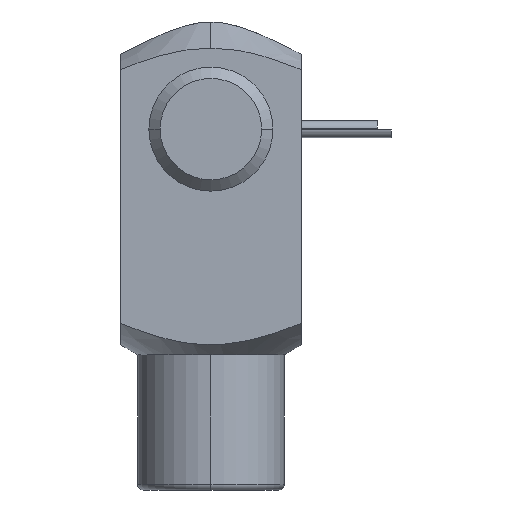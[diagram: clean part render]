
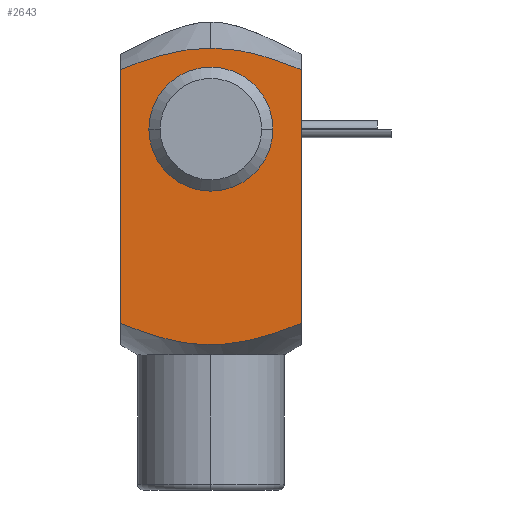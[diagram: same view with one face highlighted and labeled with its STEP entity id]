
A CAD part, left-side view. The second image highlights one B-rep face of the part: STEP entity #2643.
In plain terms, the highlighted planar face has unit normal (-1, 0, 0).
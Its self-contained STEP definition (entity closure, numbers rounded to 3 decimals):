
#92 = CARTESIAN_POINT ( 'NONE',  ( 22.932, 59.839, 79.702 ) ) ;
#118 = CARTESIAN_POINT ( 'NONE',  ( 22.932, 78.581, 89.424 ) ) ;
#160 = CARTESIAN_POINT ( 'NONE',  ( 22.932, 46.581, 25.424 ) ) ;
#183 = DIRECTION ( 'NONE',  ( 0., 0., -1. ) ) ;
#247 = CARTESIAN_POINT ( 'NONE',  ( 22.932, 68.062, 27.654 ) ) ;
#261 = ORIENTED_EDGE ( 'NONE', *, *, #1552, .F. ) ;
#309 = CARTESIAN_POINT ( 'NONE',  ( 22.932, 62.581, 57.424 ) ) ;
#338 = EDGE_LOOP ( 'NONE', ( #1361, #261, #2248, #2107, #1930 ) ) ;
#341 = CARTESIAN_POINT ( 'NONE',  ( 22.932, 62.581, 79.806 ) ) ;
#350 = VECTOR ( 'NONE', #2462, 1000. ) ;
#362 = CARTESIAN_POINT ( 'NONE',  ( 22.932, 46.581, 75.979 ) ) ;
#402 = ORIENTED_EDGE ( 'NONE', *, *, #1053, .T. ) ;
#515 = ORIENTED_EDGE ( 'NONE', *, *, #2259, .T. ) ;
#527 = AXIS2_PLACEMENT_3D ( 'NONE', #2655, #2224, #639 ) ;
#574 = CARTESIAN_POINT ( 'NONE',  ( 22.932, 53.089, 28.638 ) ) ;
#576 = CIRCLE ( 'NONE', #1206, 8. ) ;
#623 = CARTESIAN_POINT ( 'NONE',  ( 22.932, 51.78, 77.902 ) ) ;
#634 = CARTESIAN_POINT ( 'NONE',  ( 22.932, 65.349, 79.677 ) ) ;
#639 = DIRECTION ( 'NONE',  ( 0., 0., 1. ) ) ;
#652 = CARTESIAN_POINT ( 'NONE',  ( 22.932, 66.043, 79.6 ) ) ;
#673 = CARTESIAN_POINT ( 'NONE',  ( 22.932, 49.154, 29.964 ) ) ;
#708 = DIRECTION ( 'NONE',  ( 0., 0., -1. ) ) ;
#741 = CARTESIAN_POINT ( 'NONE',  ( 22.932, 69.406, 27.938 ) ) ;
#760 = VERTEX_POINT ( 'NONE', #1819 ) ;
#821 = CARTESIAN_POINT ( 'NONE',  ( 22.932, 77.3, 30.46 ) ) ;
#825 = EDGE_CURVE ( 'NONE', #1084, #1682, #1546, .T. ) ;
#833 = AXIS2_PLACEMENT_3D ( 'NONE', #2011, #1953, #183 ) ;
#844 = VERTEX_POINT ( 'NONE', #1596 ) ;
#864 = FACE_BOUND ( 'NONE', #1227, .T. ) ;
#882 = CARTESIAN_POINT ( 'NONE',  ( 22.932, 53.773, 78.504 ) ) ;
#894 = CARTESIAN_POINT ( 'NONE',  ( 22.932, 72.101, 78.316 ) ) ;
#935 = CARTESIAN_POINT ( 'NONE',  ( 22.932, 46.581, 30.983 ) ) ;
#949 = LINE ( 'NONE', #118, #350 ) ;
#955 = CARTESIAN_POINT ( 'NONE',  ( 22.932, 73.412, 77.904 ) ) ;
#1046 = CARTESIAN_POINT ( 'NONE',  ( 22.932, 55.755, 27.939 ) ) ;
#1053 = EDGE_CURVE ( 'NONE', #2190, #2098, #2748, .T. ) ;
#1084 = VERTEX_POINT ( 'NONE', #1564 ) ;
#1156 = CARTESIAN_POINT ( 'NONE',  ( 22.932, 55.781, 79.03 ) ) ;
#1206 = AXIS2_PLACEMENT_3D ( 'NONE', #2227, #2246, #708 ) ;
#1221 = EDGE_CURVE ( 'NONE', #1682, #2598, #2803, .T. ) ;
#1227 = EDGE_LOOP ( 'NONE', ( #402, #515 ) ) ;
#1304 = CARTESIAN_POINT ( 'NONE',  ( 22.932, 78.581, 30.983 ) ) ;
#1361 = ORIENTED_EDGE ( 'NONE', *, *, #2862, .F. ) ;
#1459 = CARTESIAN_POINT ( 'NONE',  ( 22.932, 62.581, 79.806 ) ) ;
#1490 = CARTESIAN_POINT ( 'NONE',  ( 22.932, 77.301, 76.502 ) ) ;
#1546 = B_SPLINE_CURVE_WITH_KNOTS ( 'NONE', 3,
 ( #2792, #1490, #2539, #955, #894, #1989, #2986, #652, #634, #1696, #2742, #1459 ),
 .UNSPECIFIED., .F., .F.,
 ( 4, 2, 2, 2, 2, 4 ),
 ( 0., 0.004, 0.008, 0.012, 0.014, 0.016 ),
 .UNSPECIFIED. ) ;
#1552 = EDGE_CURVE ( 'NONE', #2598, #760, #1986, .T. ) ;
#1563 = CARTESIAN_POINT ( 'NONE',  ( 22.932, 61.188, 27.157 ) ) ;
#1564 = CARTESIAN_POINT ( 'NONE',  ( 22.932, 78.581, 75.979 ) ) ;
#1596 = CARTESIAN_POINT ( 'NONE',  ( 22.932, 78.581, 30.983 ) ) ;
#1682 = VERTEX_POINT ( 'NONE', #2890 ) ;
#1684 = CARTESIAN_POINT ( 'NONE',  ( 22.932, 47.866, 76.504 ) ) ;
#1696 = CARTESIAN_POINT ( 'NONE',  ( 22.932, 63.961, 79.78 ) ) ;
#1718 = VECTOR ( 'NONE', #3311, 1000. ) ;
#1819 = CARTESIAN_POINT ( 'NONE',  ( 22.932, 46.581, 30.983 ) ) ;
#1916 = FACE_OUTER_BOUND ( 'NONE', #338, .T. ) ;
#1930 = ORIENTED_EDGE ( 'NONE', *, *, #2982, .F. ) ;
#1932 = CARTESIAN_POINT ( 'NONE',  ( 22.932, 53.105, 78.312 ) ) ;
#1953 = DIRECTION ( 'NONE',  ( 1., 0., 0. ) ) ;
#1957 = CARTESIAN_POINT ( 'NONE',  ( 22.932, 57.127, 79.313 ) ) ;
#1958 = CARTESIAN_POINT ( 'NONE',  ( 22.932, 46.581, 75.979 ) ) ;
#1986 = LINE ( 'NONE', #160, #1718 ) ;
#1989 = CARTESIAN_POINT ( 'NONE',  ( 22.932, 69.444, 79.015 ) ) ;
#1993 = CARTESIAN_POINT ( 'NONE',  ( 22.932, 47.863, 30.46 ) ) ;
#2011 = CARTESIAN_POINT ( 'NONE',  ( 22.932, 62.581, 65.424 ) ) ;
#2077 = CARTESIAN_POINT ( 'NONE',  ( 22.932, 63.969, 27.156 ) ) ;
#2091 = CARTESIAN_POINT ( 'NONE',  ( 22.932, 57.099, 27.654 ) ) ;
#2098 = VERTEX_POINT ( 'NONE', #3307 ) ;
#2107 = ORIENTED_EDGE ( 'NONE', *, *, #825, .F. ) ;
#2190 = VERTEX_POINT ( 'NONE', #309 ) ;
#2224 = DIRECTION ( 'NONE',  ( -1., 0., 0. ) ) ;
#2227 = CARTESIAN_POINT ( 'NONE',  ( 22.932, 62.581, 65.424 ) ) ;
#2246 = DIRECTION ( 'NONE',  ( 1., 0., 0. ) ) ;
#2248 = ORIENTED_EDGE ( 'NONE', *, *, #1221, .F. ) ;
#2259 = EDGE_CURVE ( 'NONE', #2098, #2190, #576, .T. ) ;
#2334 = CARTESIAN_POINT ( 'NONE',  ( 22.932, 76.009, 29.963 ) ) ;
#2409 = B_SPLINE_CURVE_WITH_KNOTS ( 'NONE', 3,
 ( #935, #1993, #673, #3061, #574, #1046, #2091, #3368, #1563, #2077, #3134, #247, #741, #2592, #3113, #2334, #821, #1304 ),
 .UNSPECIFIED., .F., .F.,
 ( 4, 2, 2, 2, 2, 2, 2, 2, 4 ),
 ( -0.027, -0.023, -0.019, -0.014, -0.01, -0.006, -0.002, 0.002, 0.006 ),
 .UNSPECIFIED. ) ;
#2462 = DIRECTION ( 'NONE',  ( 0., 0., 1. ) ) ;
#2539 = CARTESIAN_POINT ( 'NONE',  ( 22.932, 76.012, 76.997 ) ) ;
#2592 = CARTESIAN_POINT ( 'NONE',  ( 22.932, 72.073, 28.638 ) ) ;
#2598 = VERTEX_POINT ( 'NONE', #1958 ) ;
#2643 = ADVANCED_FACE ( 'NONE', ( #864, #1916 ), #2956, .T. ) ;
#2655 = CARTESIAN_POINT ( 'NONE',  ( 22.932, 25.581, 25.424 ) ) ;
#2730 = CARTESIAN_POINT ( 'NONE',  ( 22.932, 49.16, 77.001 ) ) ;
#2742 = CARTESIAN_POINT ( 'NONE',  ( 22.932, 63.27, 79.806 ) ) ;
#2748 = CIRCLE ( 'NONE', #833, 8. ) ;
#2792 = CARTESIAN_POINT ( 'NONE',  ( 22.932, 78.581, 75.979 ) ) ;
#2803 = B_SPLINE_CURVE_WITH_KNOTS ( 'NONE', 3,
 ( #341, #3269, #92, #1957, #1156, #882, #1932, #623, #2995, #2730, #1684, #362 ),
 .UNSPECIFIED., .F., .F.,
 ( 4, 2, 2, 2, 2, 4 ),
 ( 0.016, 0.021, 0.025, 0.027, 0.029, 0.033 ),
 .UNSPECIFIED. ) ;
#2862 = EDGE_CURVE ( 'NONE', #760, #844, #2409, .T. ) ;
#2890 = CARTESIAN_POINT ( 'NONE',  ( 22.932, 62.581, 79.806 ) ) ;
#2956 = PLANE ( 'NONE',  #527 ) ;
#2982 = EDGE_CURVE ( 'NONE', #844, #1084, #949, .T. ) ;
#2986 = CARTESIAN_POINT ( 'NONE',  ( 22.932, 68.098, 79.302 ) ) ;
#2995 = CARTESIAN_POINT ( 'NONE',  ( 22.932, 51.122, 77.685 ) ) ;
#3061 = CARTESIAN_POINT ( 'NONE',  ( 22.932, 51.765, 29.053 ) ) ;
#3113 = CARTESIAN_POINT ( 'NONE',  ( 22.932, 73.397, 29.053 ) ) ;
#3134 = CARTESIAN_POINT ( 'NONE',  ( 22.932, 65.344, 27.262 ) ) ;
#3269 = CARTESIAN_POINT ( 'NONE',  ( 22.932, 61.205, 79.806 ) ) ;
#3307 = CARTESIAN_POINT ( 'NONE',  ( 22.932, 62.581, 73.424 ) ) ;
#3311 = DIRECTION ( 'NONE',  ( 0., 0., -1. ) ) ;
#3368 = CARTESIAN_POINT ( 'NONE',  ( 22.932, 59.815, 27.263 ) ) ;
